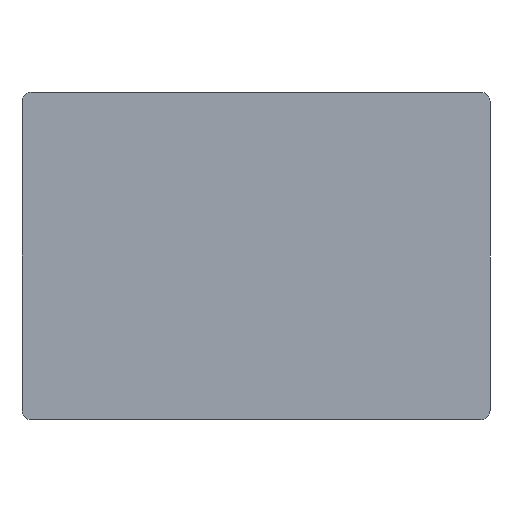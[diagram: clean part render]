
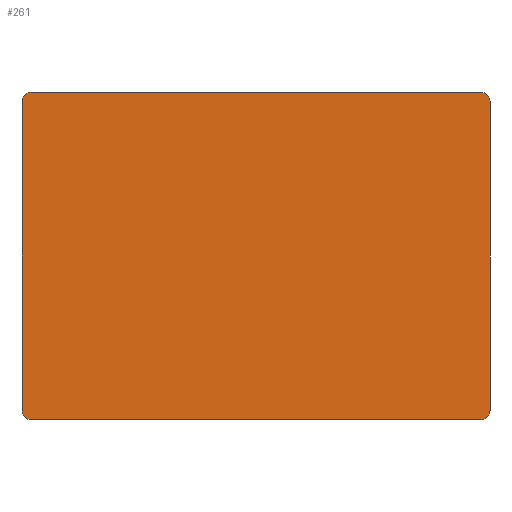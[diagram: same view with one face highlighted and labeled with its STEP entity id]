
A CAD part, top view. The second image highlights one B-rep face of the part: STEP entity #261.
In plain terms, the highlighted planar face has unit normal (0, 0, 1).
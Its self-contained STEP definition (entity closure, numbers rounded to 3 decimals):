
#44=ELLIPSE('',#293,4.044,4.);
#45=ELLIPSE('',#294,4.044,4.);
#46=ELLIPSE('',#295,4.044,4.);
#47=ELLIPSE('',#296,4.044,4.);
#60=ORIENTED_EDGE('',*,*,#132,.T.);
#61=ORIENTED_EDGE('',*,*,#133,.T.);
#62=ORIENTED_EDGE('',*,*,#128,.T.);
#63=ORIENTED_EDGE('',*,*,#134,.T.);
#64=ORIENTED_EDGE('',*,*,#135,.T.);
#65=ORIENTED_EDGE('',*,*,#136,.T.);
#66=ORIENTED_EDGE('',*,*,#124,.T.);
#67=ORIENTED_EDGE('',*,*,#137,.T.);
#124=EDGE_CURVE('',#160,#161,#180,.T.);
#128=EDGE_CURVE('',#164,#165,#184,.T.);
#132=EDGE_CURVE('',#168,#169,#188,.T.);
#133=EDGE_CURVE('',#169,#164,#44,.T.);
#134=EDGE_CURVE('',#165,#170,#45,.T.);
#135=EDGE_CURVE('',#170,#171,#189,.T.);
#136=EDGE_CURVE('',#171,#160,#46,.T.);
#137=EDGE_CURVE('',#161,#168,#47,.T.);
#160=VERTEX_POINT('',#425);
#161=VERTEX_POINT('',#426);
#164=VERTEX_POINT('',#434);
#165=VERTEX_POINT('',#435);
#168=VERTEX_POINT('',#443);
#169=VERTEX_POINT('',#444);
#170=VERTEX_POINT('',#447);
#171=VERTEX_POINT('',#449);
#180=LINE('',#424,#200);
#184=LINE('',#433,#204);
#188=LINE('',#442,#208);
#189=LINE('',#448,#209);
#200=VECTOR('',#333,1000.);
#204=VECTOR('',#339,1000.);
#208=VECTOR('',#345,1000.);
#209=VECTOR('',#350,1000.);
#219=EDGE_LOOP('',(#60,#61,#62,#63,#64,#65,#66,#67));
#237=FACE_BOUND('',#219,.T.);
#255=PLANE('',#292);
#261=ADVANCED_FACE('',(#237),#255,.T.);
#292=AXIS2_PLACEMENT_3D('',#441,#343,#344);
#293=AXIS2_PLACEMENT_3D('',#445,#346,#347);
#294=AXIS2_PLACEMENT_3D('',#446,#348,#349);
#295=AXIS2_PLACEMENT_3D('',#450,#351,#352);
#296=AXIS2_PLACEMENT_3D('',#451,#353,#354);
#333=DIRECTION('',(0.,1.,0.));
#339=DIRECTION('',(0.,-1.,0.));
#343=DIRECTION('',(0.,0.,1.));
#344=DIRECTION('',(1.,0.,0.));
#345=DIRECTION('',(-1.,0.,0.));
#346=DIRECTION('',(0.,0.,1.));
#347=DIRECTION('',(0.707,-0.707,0.));
#348=DIRECTION('',(0.,0.,1.));
#349=DIRECTION('',(0.707,0.707,0.));
#350=DIRECTION('',(1.,0.,0.));
#351=DIRECTION('',(0.,0.,1.));
#352=DIRECTION('',(-0.707,0.707,0.));
#353=DIRECTION('',(0.,0.,1.));
#354=DIRECTION('',(0.707,0.707,0.));
#424=CARTESIAN_POINT('',(100.,-70.,0.));
#425=CARTESIAN_POINT('',(100.,-66.022,0.));
#426=CARTESIAN_POINT('',(100.,66.022,0.));
#433=CARTESIAN_POINT('',(-100.,70.,0.));
#434=CARTESIAN_POINT('',(-100.,66.022,0.));
#435=CARTESIAN_POINT('',(-100.,-66.022,0.));
#441=CARTESIAN_POINT('',(0.,0.,0.));
#442=CARTESIAN_POINT('',(100.,70.,0.));
#443=CARTESIAN_POINT('',(96.022,70.,0.));
#444=CARTESIAN_POINT('',(-96.022,70.,0.));
#445=CARTESIAN_POINT('',(-95.978,65.978,0.));
#446=CARTESIAN_POINT('',(-95.978,-65.978,0.));
#447=CARTESIAN_POINT('',(-96.022,-70.,0.));
#448=CARTESIAN_POINT('',(-100.,-70.,0.));
#449=CARTESIAN_POINT('',(96.022,-70.,0.));
#450=CARTESIAN_POINT('',(95.978,-65.978,0.));
#451=CARTESIAN_POINT('',(95.978,65.978,0.));
